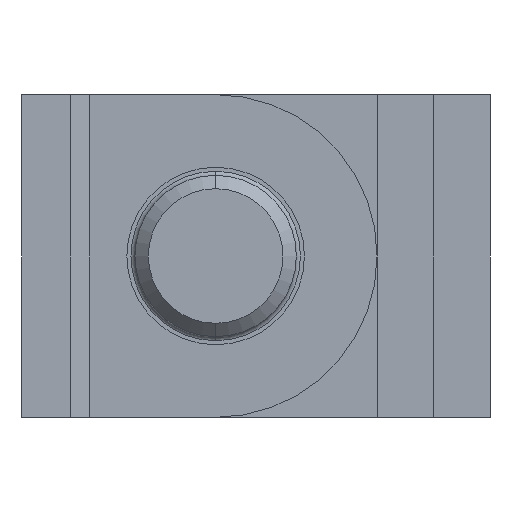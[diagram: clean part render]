
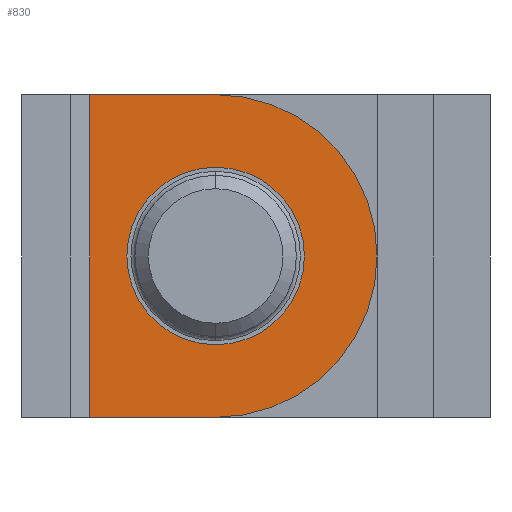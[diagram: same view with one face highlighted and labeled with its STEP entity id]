
A CAD part, front view. The second image highlights one B-rep face of the part: STEP entity #830.
In plain terms, the highlighted planar face has unit normal (0, -1, 0).
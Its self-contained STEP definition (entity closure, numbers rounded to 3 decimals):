
#16 = CARTESIAN_POINT ( 'NONE',  ( 22., 1., -10. ) ) ;
#33 = VERTEX_POINT ( 'NONE', #922 ) ;
#66 = DIRECTION ( 'NONE',  ( 0., 1., 0. ) ) ;
#87 = DIRECTION ( 'NONE',  ( 0., 0., -1. ) ) ;
#131 = EDGE_CURVE ( 'NONE', #411, #466, #2027, .T. ) ;
#150 = VECTOR ( 'NONE', #87, 1000. ) ;
#314 = EDGE_CURVE ( 'NONE', #33, #411, #2221, .T. ) ;
#357 = EDGE_LOOP ( 'NONE', ( #2359, #813, #1811, #753, #2236 ) ) ;
#411 = VERTEX_POINT ( 'NONE', #1888 ) ;
#415 = AXIS2_PLACEMENT_3D ( 'NONE', #1739, #544, #1925 ) ;
#466 = VERTEX_POINT ( 'NONE', #2272 ) ;
#511 = EDGE_CURVE ( 'NONE', #1118, #1271, #974, .T. ) ;
#534 = VECTOR ( 'NONE', #1195, 1000. ) ;
#544 = DIRECTION ( 'NONE',  ( 0., 1., 0. ) ) ;
#599 = ORIENTED_EDGE ( 'NONE', *, *, #921, .T. ) ;
#708 = VECTOR ( 'NONE', #1358, 1000. ) ;
#753 = ORIENTED_EDGE ( 'NONE', *, *, #1101, .F. ) ;
#765 = EDGE_LOOP ( 'NONE', ( #599, #1924 ) ) ;
#813 = ORIENTED_EDGE ( 'NONE', *, *, #851, .T. ) ;
#814 = CARTESIAN_POINT ( 'NONE',  ( 12., 1., 0. ) ) ;
#830 = ADVANCED_FACE ( 'NONE', ( #940, #1397 ), #1646, .F. ) ;
#851 = EDGE_CURVE ( 'NONE', #466, #1036, #2227, .T. ) ;
#921 = EDGE_CURVE ( 'NONE', #1271, #1118, #2323, .T. ) ;
#922 = CARTESIAN_POINT ( 'NONE',  ( 4.192, 1., 10. ) ) ;
#924 = CARTESIAN_POINT ( 'NONE',  ( 22., 1., 0. ) ) ;
#940 = FACE_BOUND ( 'NONE', #765, .T. ) ;
#974 = CIRCLE ( 'NONE', #415, 5.5 ) ;
#1002 = DIRECTION ( 'NONE',  ( 1., 0., 0. ) ) ;
#1036 = VERTEX_POINT ( 'NONE', #924 ) ;
#1062 = CARTESIAN_POINT ( 'NONE',  ( 12., 1., 0. ) ) ;
#1088 = CARTESIAN_POINT ( 'NONE',  ( 12., 1., 0. ) ) ;
#1101 = EDGE_CURVE ( 'NONE', #33, #1303, #1226, .T. ) ;
#1118 = VERTEX_POINT ( 'NONE', #1564 ) ;
#1143 = CIRCLE ( 'NONE', #2431, 10. ) ;
#1158 = CARTESIAN_POINT ( 'NONE',  ( 22., 1., 10. ) ) ;
#1195 = DIRECTION ( 'NONE',  ( 1., 0., 0. ) ) ;
#1211 = AXIS2_PLACEMENT_3D ( 'NONE', #1088, #2445, #1287 ) ;
#1226 = LINE ( 'NONE', #1158, #708 ) ;
#1245 = CARTESIAN_POINT ( 'NONE',  ( 22., 1., 10. ) ) ;
#1265 = DIRECTION ( 'NONE',  ( 1., 0., 0. ) ) ;
#1271 = VERTEX_POINT ( 'NONE', #1984 ) ;
#1287 = DIRECTION ( 'NONE',  ( -1., 0., 0. ) ) ;
#1303 = VERTEX_POINT ( 'NONE', #1411 ) ;
#1358 = DIRECTION ( 'NONE',  ( 1., 0., 0. ) ) ;
#1397 = FACE_OUTER_BOUND ( 'NONE', #357, .T. ) ;
#1411 = CARTESIAN_POINT ( 'NONE',  ( 12., 1., 10. ) ) ;
#1446 = DIRECTION ( 'NONE',  ( -1., 0., 0. ) ) ;
#1467 = CARTESIAN_POINT ( 'NONE',  ( 4.192, 1., 10. ) ) ;
#1513 = AXIS2_PLACEMENT_3D ( 'NONE', #1245, #66, #1446 ) ;
#1564 = CARTESIAN_POINT ( 'NONE',  ( 12., 1., -5.5 ) ) ;
#1646 = PLANE ( 'NONE',  #1513 ) ;
#1739 = CARTESIAN_POINT ( 'NONE',  ( 12., 1., 0. ) ) ;
#1811 = ORIENTED_EDGE ( 'NONE', *, *, #1897, .T. ) ;
#1888 = CARTESIAN_POINT ( 'NONE',  ( 4.192, 1., -10. ) ) ;
#1897 = EDGE_CURVE ( 'NONE', #1036, #1303, #1143, .T. ) ;
#1924 = ORIENTED_EDGE ( 'NONE', *, *, #511, .T. ) ;
#1925 = DIRECTION ( 'NONE',  ( -1., 0., 0. ) ) ;
#1984 = CARTESIAN_POINT ( 'NONE',  ( 12., 1., 5.5 ) ) ;
#2027 = LINE ( 'NONE', #16, #534 ) ;
#2143 = AXIS2_PLACEMENT_3D ( 'NONE', #1062, #2417, #1265 ) ;
#2167 = DIRECTION ( 'NONE',  ( 0., -1., 0. ) ) ;
#2221 = LINE ( 'NONE', #1467, #150 ) ;
#2227 = CIRCLE ( 'NONE', #2143, 10. ) ;
#2236 = ORIENTED_EDGE ( 'NONE', *, *, #314, .T. ) ;
#2272 = CARTESIAN_POINT ( 'NONE',  ( 12., 1., -10. ) ) ;
#2323 = CIRCLE ( 'NONE', #1211, 5.5 ) ;
#2359 = ORIENTED_EDGE ( 'NONE', *, *, #131, .T. ) ;
#2417 = DIRECTION ( 'NONE',  ( 0., -1., 0. ) ) ;
#2431 = AXIS2_PLACEMENT_3D ( 'NONE', #814, #2167, #1002 ) ;
#2445 = DIRECTION ( 'NONE',  ( 0., 1., 0. ) ) ;
